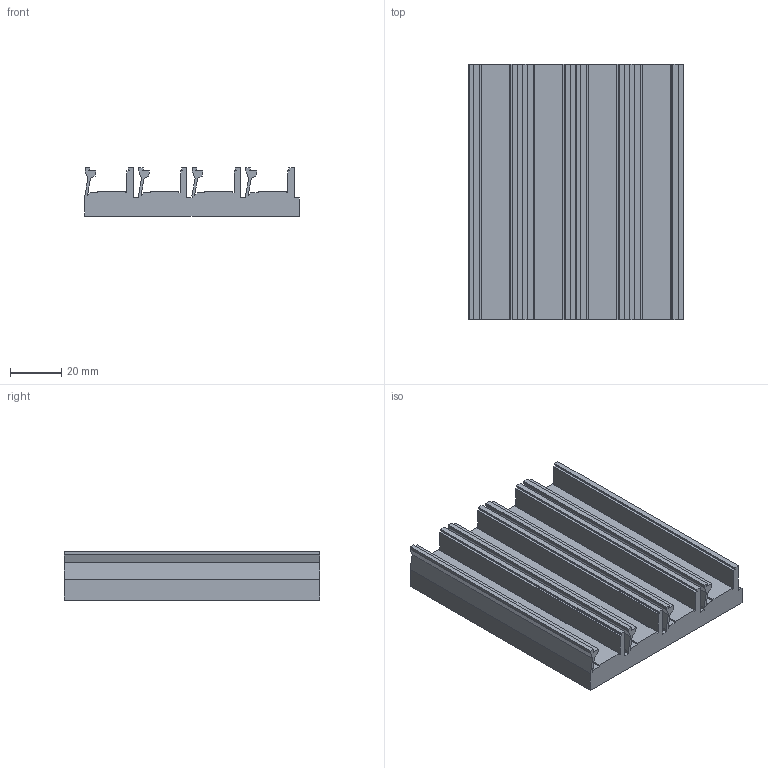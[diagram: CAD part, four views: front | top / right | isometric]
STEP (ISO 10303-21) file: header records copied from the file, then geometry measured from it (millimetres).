
FILE_DESCRIPTION(/* description */ (''),/* implementation_level */ '2;1');
FILE_NAME(/* name */ 'Strip_Feeder_16mm.step',/* time_stamp */ '2023-12-07T10:41:10+01:00',/* author */ (''),/* organization */ (''),/* preprocessor_version */ 'ST-DEVELOPER v20',/* originating_system */ 'Autodesk Translation Framework v12.14.0.127',/* authorisation */ '');
FILE_SCHEMA (('AUTOMOTIVE_DESIGN { 1 0 10303 214 3 1 1 }'));
Length unit declared in the file: millimetre
Products named in the file (1): Strip_Feeder
Bounding box: 84 x 100 x 18.9 mm (x, y, z)
Volume: 93621.3 mm3; surface area: 40732.3 mm2
Topology: 1 solids, 1 shells, 112 faces, 330 edges, 220 vertices
Faces by surface type: plane 112
Entity records: 3694 total; most frequent: CARTESIAN_POINT 663, ORIENTED_EDGE 660, DIRECTION 556, LINE 330, VECTOR 330, EDGE_CURVE 330, VERTEX_POINT 220, AXIS2_PLACEMENT_3D 113
